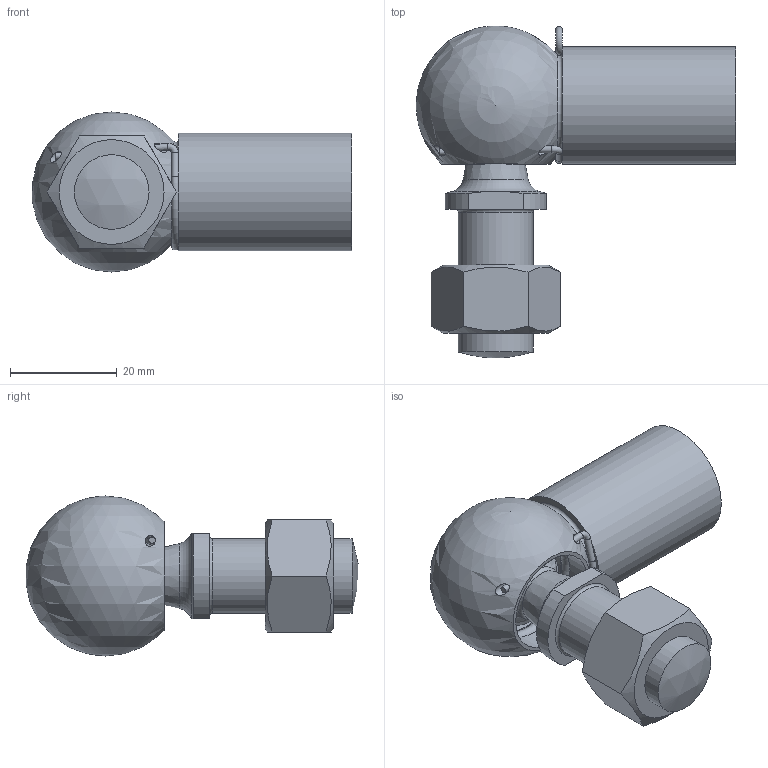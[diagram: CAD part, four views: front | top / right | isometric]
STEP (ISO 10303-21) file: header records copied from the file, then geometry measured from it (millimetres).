
FILE_DESCRIPTION((''),'2;1');
FILE_NAME('2040-Winkelgelenk-WGB4M14x1.5BL.stp','2012-07-16T11:39:47',('CADNEU'),(''),'Autodesk Inventor 2012','Autodesk Inventor 2012','');
FILE_SCHEMA(('AUTOMOTIVE_DESIGN { 1 0 10303 214 1 1 1 1 }'));
Length unit declared in the file: millimetre
Products named in the file (7): WGB4M14x1.5BL; PFB4M14x1.5SBBL; PFB4M14x1.5XXBL; Sperngring-D19; Buegel_19; KB19M14x1.5x28BL; DIN EN 28673 M14 x 1,5
Assembly tree (6 placements, depth 3):
  WGB4M14x1.5BL
    PFB4M14x1.5SBBL
      PFB4M14x1.5XXBL
      Sperngring-D19
      Buegel_19
    KB19M14x1.5x28BL
    DIN EN 28673 M14 x 1,5
Bounding box: 59.88 x 62.24 x 30 mm (x, y, z)
Volume: 29674.3 mm3; surface area: 13224.4 mm2
Topology: 5 solids, 5 shells, 57 faces, 116 edges, 75 vertices
Faces by surface type: plane 22, cylinder 14, cone 9, torus 8, sphere 4
Full cylindrical faces by diameter (mm): 1.25 x3, 1.9 x2, 12.376 x2, 14 x1, 19 x2, 22 x1, 22.9 x1
Entity records: 1620 total; most frequent: CARTESIAN_POINT 406, DIRECTION 238, ORIENTED_EDGE 154, AXIS2_PLACEMENT_3D 113, EDGE_LOOP 98, EDGE_CURVE 77, VERTEX_POINT 65, FACE_OUTER_BOUND 57
